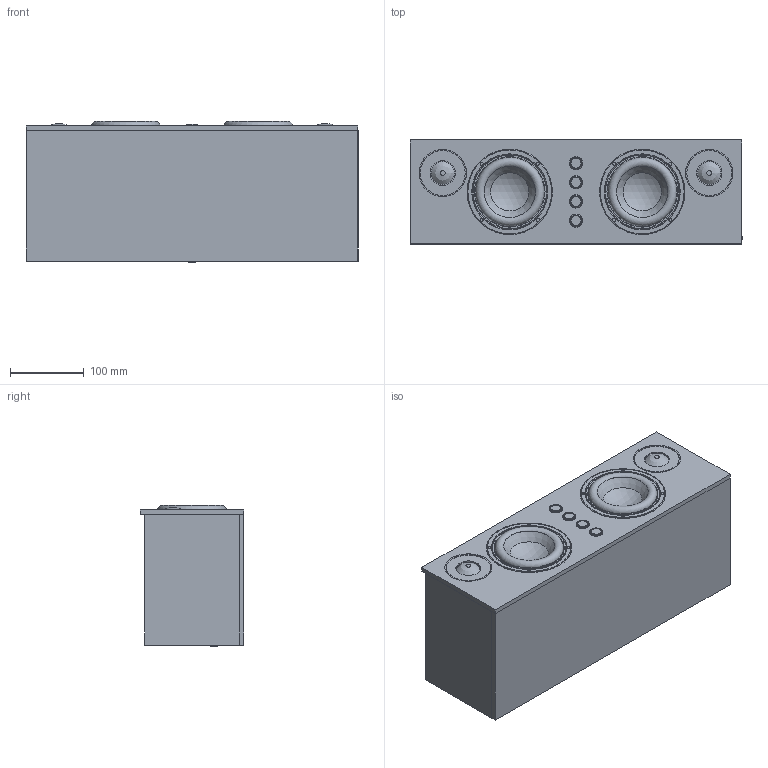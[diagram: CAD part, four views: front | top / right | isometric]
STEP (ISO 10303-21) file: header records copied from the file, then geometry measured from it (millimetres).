
FILE_DESCRIPTION(/* description */ (''),/* implementation_level */ '2;1');
FILE_NAME(/* name */ 'Enceinte bass reflex 12mm v8.step',/* time_stamp */ '2023-06-22T13:20:13+02:00',/* author */ (''),/* organization */ (''),/* preprocessor_version */ 'ST-DEVELOPER v19.2',/* originating_system */ 'Autodesk Translation Framework v12.4.0.73',/* authorisation */ '');
FILE_SCHEMA (('AUTOMOTIVE_DESIGN { 1 0 10303 214 3 1 1 }'));
Length unit declared in the file: millimetre
Products named in the file (31): Enceinte bass reflex 12mm; Face avant HP; Dayton Audio TCP115 4 Inch Mid-Bass Woofer; Tweeter 20W 6Ohm; Tweeter 20W 6Ohm_1; Composant1; dessous; arriere; Tube bass reflex 26x96; Tube bass reflex 26x96_1; Composant1_1; cote droit; cloison; Interrupteur 16mm; Interrupteur 16mm_1; Interrupteur 16mm_2; Interrupteur 16mm_3; INTERRUPTEUR 16mm_4; Plaque arriere; Batterie 12V 20Ah v1; Niveau batterie MH-DL 18S; Segments LED; Cirduit imprimé; Composant3; Embase alimentation DC; Composant1_2; Ampli BT 5.0 XH-A353; Filtre HP 2 voies 80W v1; Filtre; Filtre HP 2 voies 80W v1 (1); Filtre (1)
Assembly tree (38 placements, depth 4):
  Enceinte bass reflex 12mm
    Face avant HP
      Dayton Audio TCP115 4 Inch Mid-Bass Woofer  x2
      Tweeter 20W 6Ohm
        Composant1
      Tweeter 20W 6Ohm_1
        Composant1
    dessous
    arriere
      Tube bass reflex 26x96
        Composant1_1
      Tube bass reflex 26x96_1
        Composant1_1
    cote droit  x2
    cloison  x2
    Interrupteur 16mm
      INTERRUPTEUR 16mm_4
    Interrupteur 16mm_1
      INTERRUPTEUR 16mm_4
    Interrupteur 16mm_2
      INTERRUPTEUR 16mm_4
    Interrupteur 16mm_3
      INTERRUPTEUR 16mm_4
    Plaque arriere
    Batterie 12V 20Ah v1
    Niveau batterie MH-DL 18S
      Segments LED
      Cirduit imprimé
      Composant3
    Embase alimentation DC
      Composant1_2
    Ampli BT 5.0 XH-A353
    Filtre HP 2 voies 80W v1
      Filtre
    Filtre HP 2 voies 80W v1 (1)
      Filtre (1)
Bounding box: 451 x 141 x 191.58 mm (x, y, z)
Volume: 3493320.9 mm3; surface area: 888989.8 mm2
Topology: 26 solids, 26 shells, 1142 faces, 2803 edges, 1845 vertices
Faces by surface type: plane 654, cylinder 341, bspline 67, torus 50, cone 28, sphere 2
Full cylindrical faces by diameter (mm): 2 x2, 2.1 x1, 3 x16, 4 x8, 4.2 x8, 5.35 x8, 6 x6, 8 x1, 10 x1, 13.662 x4, 14.579 x4, 14.741 x56, 15.8 x4, 15.884 x56, 17.8 x4, 25 x2, 27 x2, 33.9 x2, 34 x2, 34.74 x2, 34.9 x2, 36 x2, 38 x2, 40.497 x2, 41.22 x2, 41.25 x2, 41.9 x2, 57 x2, 58.9 x2, 59 x2
Entity records: 25817 total; most frequent: CARTESIAN_POINT 8577, ORIENTED_EDGE 3354, DIRECTION 3240, EDGE_CURVE 1677, LINE 1148, VECTOR 1148, VERTEX_POINT 1109, AXIS2_PLACEMENT_3D 1046
